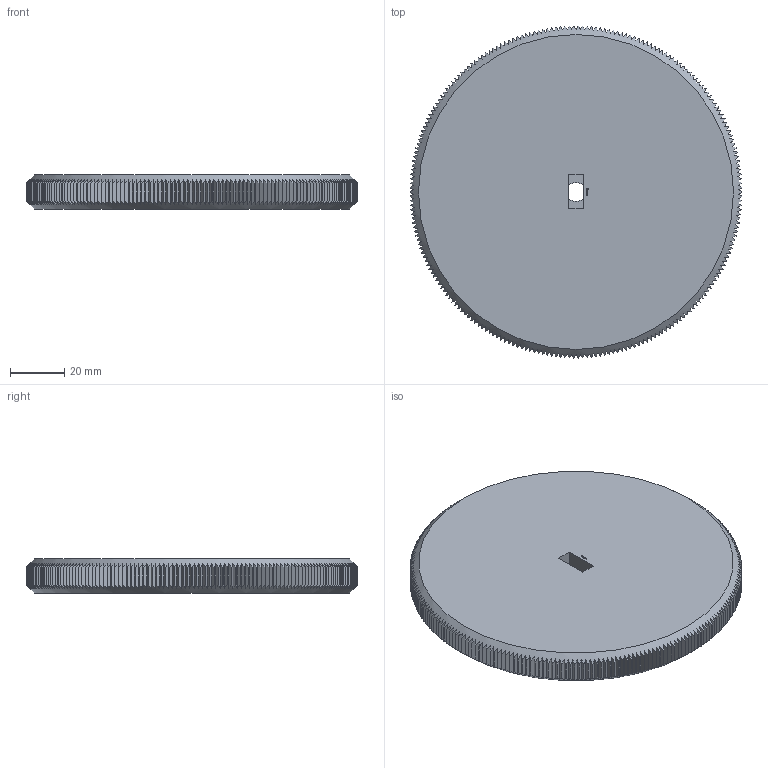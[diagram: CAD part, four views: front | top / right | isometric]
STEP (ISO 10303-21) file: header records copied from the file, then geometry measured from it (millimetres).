
FILE_DESCRIPTION(('FreeCAD Model'),'2;1');
FILE_NAME('Open CASCADE Shape Model','2024-01-03T19:14:05',(''),(''), 'Open CASCADE STEP processor 7.6','FreeCAD','Unknown');
FILE_SCHEMA(('AUTOMOTIVE_DESIGN { 1 0 10303 214 1 1 1 1 }'));
Products named in the file (1): Knob KNR BVD SCR ISR BU01.00x09.75 - SPN-KNB-0034 (stemfie.org)
Bounding box: 121.88 x 121.86 x 12.5 mm (x, y, z)
Volume: 139583.9 mm3; surface area: 29634.6 mm2
Topology: 1 solids, 1 shells, 1203 faces, 3498 edges, 2330 vertices
Faces by surface type: plane 801, cylinder 236, extrusion 162, cone 4
Entity records: 88910 total; most frequent: CARTESIAN_POINT 20360, DIRECTION 12566, ORIENTED_EDGE 6996, PCURVE 6996, DEFINITIONAL_REPRESENTATION 6996, VECTOR 6706, LINE 6544, EDGE_CURVE 3498
